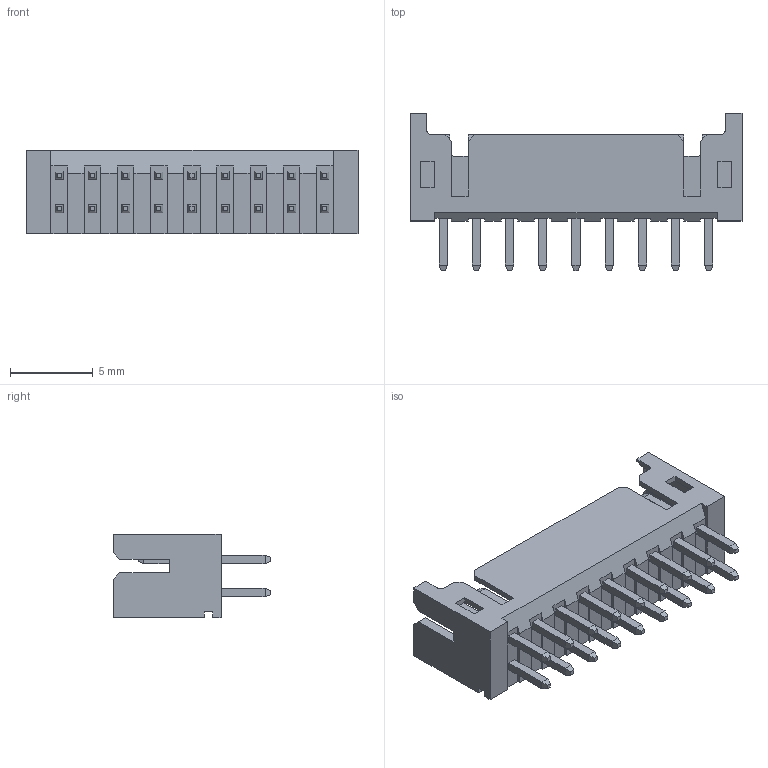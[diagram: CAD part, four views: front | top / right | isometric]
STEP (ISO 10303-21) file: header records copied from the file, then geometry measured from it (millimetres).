
FILE_DESCRIPTION( ('This file contains a STEP AP42 implementation' ,'as created by ZW3D STEP Interface translator.') ,'2;1' );
FILE_NAME( 'WF2002-WSXXXX1.stp' ,'23 419.1126 4', (''), ('ZWCAD Software Co.'), 'Version 1.0', 'ZW3D to STEP translator', '' );
FILE_SCHEMA(('AUTOMOTIVE_DESIGN { 1 0 10303 214 1 1 1 1 }'));
Length unit declared in the file: millimetre
Products named in the file (2): 0; WF2002-WSXXXX1
Bounding box: 20 x 9.5 x 5 mm (x, y, z)
Volume: 193.6 mm3; surface area: 925 mm2
Topology: 1 solids, 1 shells, 443 faces, 1063 edges, 656 vertices
Faces by surface type: plane 437, cylinder 6
Entity records: 12889 total; most frequent: CARTESIAN_POINT 2187, ORIENTED_EDGE 2126, DIRECTION 1955, EDGE_CURVE 1063, VECTOR 1051, LINE 1051, VERTEX_POINT 656, EDGE_LOOP 483
